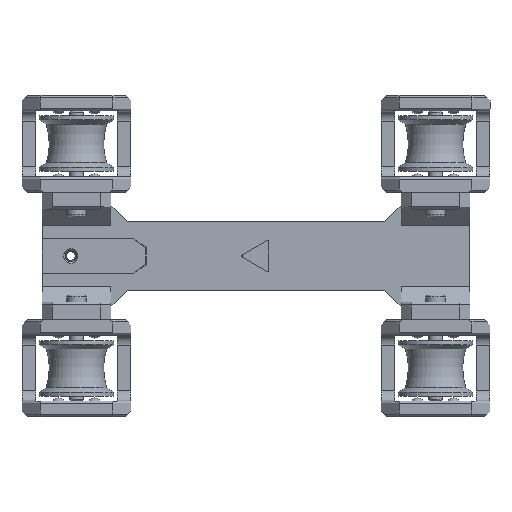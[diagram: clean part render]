
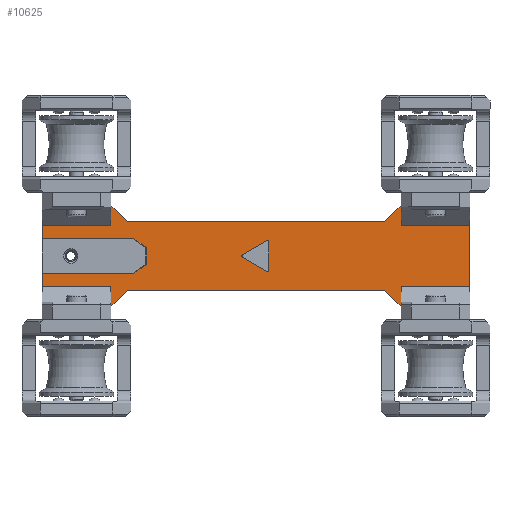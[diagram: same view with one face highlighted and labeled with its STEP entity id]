
A CAD part, top view. The second image highlights one B-rep face of the part: STEP entity #10625.
In plain terms, the highlighted planar face has unit normal (0, 0, 1).
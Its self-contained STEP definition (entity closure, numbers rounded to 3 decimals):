
#730=FACE_BOUND('',#2316,.T.);
#1091=CIRCLE('',#11591,0.4);
#1092=CIRCLE('',#11592,0.4);
#1093=CIRCLE('',#11593,0.4);
#1644=FACE_OUTER_BOUND('',#2315,.T.);
#2315=EDGE_LOOP('',(#9399,#9400,#9401,#9402,#9403,#9404,#9405,#9406,#9407,
#9408,#9409,#9410,#9411,#9412,#9413,#9414,#9415,#9416,#9417,#9418,#9419,
#9420));
#2316=EDGE_LOOP('',(#9421,#9422,#9423,#9424,#9425,#9426));
#3046=LINE('',#23313,#3941);
#3048=LINE('',#23317,#3943);
#3053=LINE('',#23328,#3948);
#3056=LINE('',#23332,#3951);
#3059=LINE('',#23338,#3954);
#3062=LINE('',#23347,#3957);
#3072=LINE('',#23365,#3967);
#3132=LINE('',#23530,#4027);
#3150=LINE('',#23567,#4045);
#3155=LINE('',#23582,#4050);
#3158=LINE('',#23589,#4053);
#3163=LINE('',#23604,#4058);
#3165=LINE('',#23608,#4060);
#3166=LINE('',#23610,#4061);
#3167=LINE('',#23612,#4062);
#3168=LINE('',#23614,#4063);
#3169=LINE('',#23615,#4064);
#3170=LINE('',#23617,#4065);
#3171=LINE('',#23619,#4066);
#3172=LINE('',#23621,#4067);
#3173=LINE('',#23623,#4068);
#3174=LINE('',#23624,#4069);
#3175=LINE('',#23627,#4070);
#3176=LINE('',#23631,#4071);
#3177=LINE('',#23635,#4072);
#3941=VECTOR('',#13870,10.);
#3943=VECTOR('',#13874,10.);
#3948=VECTOR('',#13881,10.);
#3951=VECTOR('',#13886,10.);
#3954=VECTOR('',#13891,10.);
#3957=VECTOR('',#13902,10.);
#3967=VECTOR('',#13912,10.);
#4027=VECTOR('',#14068,10.);
#4045=VECTOR('',#14104,10.);
#4050=VECTOR('',#14119,10.);
#4053=VECTOR('',#14128,10.);
#4058=VECTOR('',#14143,10.);
#4060=VECTOR('',#14147,10.);
#4061=VECTOR('',#14148,10.);
#4062=VECTOR('',#14149,10.);
#4063=VECTOR('',#14150,10.);
#4064=VECTOR('',#14151,10.);
#4065=VECTOR('',#14152,10.);
#4066=VECTOR('',#14153,10.);
#4067=VECTOR('',#14154,10.);
#4068=VECTOR('',#14155,10.);
#4069=VECTOR('',#14156,10.);
#4070=VECTOR('',#14157,10.);
#4071=VECTOR('',#14160,10.);
#4072=VECTOR('',#14163,10.);
#4988=VERTEX_POINT('',#23310);
#4989=VERTEX_POINT('',#23312);
#4990=VERTEX_POINT('',#23316);
#4994=VERTEX_POINT('',#23325);
#4995=VERTEX_POINT('',#23327);
#4997=VERTEX_POINT('',#23336);
#4999=VERTEX_POINT('',#23346);
#5007=VERTEX_POINT('',#23363);
#5063=VERTEX_POINT('',#23527);
#5064=VERTEX_POINT('',#23529);
#5074=VERTEX_POINT('',#23566);
#5079=VERTEX_POINT('',#23580);
#5080=VERTEX_POINT('',#23588);
#5085=VERTEX_POINT('',#23602);
#5086=VERTEX_POINT('',#23607);
#5087=VERTEX_POINT('',#23609);
#5088=VERTEX_POINT('',#23611);
#5089=VERTEX_POINT('',#23613);
#5090=VERTEX_POINT('',#23616);
#5091=VERTEX_POINT('',#23618);
#5092=VERTEX_POINT('',#23620);
#5093=VERTEX_POINT('',#23622);
#5094=VERTEX_POINT('',#23625);
#5095=VERTEX_POINT('',#23626);
#5096=VERTEX_POINT('',#23628);
#5097=VERTEX_POINT('',#23630);
#5098=VERTEX_POINT('',#23632);
#5099=VERTEX_POINT('',#23634);
#6409=EDGE_CURVE('',#4988,#4989,#3046,.T.);
#6411=EDGE_CURVE('',#4990,#4989,#3048,.T.);
#6416=EDGE_CURVE('',#4994,#4995,#3053,.T.);
#6419=EDGE_CURVE('',#4988,#4995,#3056,.T.);
#6422=EDGE_CURVE('',#4994,#4997,#3059,.F.);
#6426=EDGE_CURVE('',#4999,#4990,#3062,.T.);
#6436=EDGE_CURVE('',#4997,#5007,#3072,.T.);
#6516=EDGE_CURVE('',#5064,#5063,#3132,.T.);
#6535=EDGE_CURVE('',#4999,#5074,#3150,.F.);
#6543=EDGE_CURVE('',#5079,#5063,#3155,.F.);
#6547=EDGE_CURVE('',#5064,#5080,#3158,.F.);
#6555=EDGE_CURVE('',#5085,#5007,#3163,.F.);
#6557=EDGE_CURVE('',#5085,#5086,#3165,.T.);
#6558=EDGE_CURVE('',#5086,#5087,#3166,.T.);
#6559=EDGE_CURVE('',#5087,#5088,#3167,.T.);
#6560=EDGE_CURVE('',#5088,#5089,#3168,.T.);
#6561=EDGE_CURVE('',#5080,#5089,#3169,.T.);
#6562=EDGE_CURVE('',#5090,#5079,#3170,.T.);
#6563=EDGE_CURVE('',#5090,#5091,#3171,.T.);
#6564=EDGE_CURVE('',#5091,#5092,#3172,.T.);
#6565=EDGE_CURVE('',#5092,#5093,#3173,.T.);
#6566=EDGE_CURVE('',#5074,#5093,#3174,.T.);
#6567=EDGE_CURVE('',#5094,#5095,#3175,.T.);
#6568=EDGE_CURVE('',#5095,#5096,#1091,.T.);
#6569=EDGE_CURVE('',#5096,#5097,#3176,.T.);
#6570=EDGE_CURVE('',#5097,#5098,#1092,.T.);
#6571=EDGE_CURVE('',#5098,#5099,#3177,.T.);
#6572=EDGE_CURVE('',#5099,#5094,#1093,.T.);
#9399=ORIENTED_EDGE('',*,*,#6422,.T.);
#9400=ORIENTED_EDGE('',*,*,#6436,.T.);
#9401=ORIENTED_EDGE('',*,*,#6555,.F.);
#9402=ORIENTED_EDGE('',*,*,#6557,.T.);
#9403=ORIENTED_EDGE('',*,*,#6558,.T.);
#9404=ORIENTED_EDGE('',*,*,#6559,.T.);
#9405=ORIENTED_EDGE('',*,*,#6560,.T.);
#9406=ORIENTED_EDGE('',*,*,#6561,.F.);
#9407=ORIENTED_EDGE('',*,*,#6547,.F.);
#9408=ORIENTED_EDGE('',*,*,#6516,.T.);
#9409=ORIENTED_EDGE('',*,*,#6543,.F.);
#9410=ORIENTED_EDGE('',*,*,#6562,.F.);
#9411=ORIENTED_EDGE('',*,*,#6563,.T.);
#9412=ORIENTED_EDGE('',*,*,#6564,.T.);
#9413=ORIENTED_EDGE('',*,*,#6565,.T.);
#9414=ORIENTED_EDGE('',*,*,#6566,.F.);
#9415=ORIENTED_EDGE('',*,*,#6535,.F.);
#9416=ORIENTED_EDGE('',*,*,#6426,.T.);
#9417=ORIENTED_EDGE('',*,*,#6411,.T.);
#9418=ORIENTED_EDGE('',*,*,#6409,.F.);
#9419=ORIENTED_EDGE('',*,*,#6419,.T.);
#9420=ORIENTED_EDGE('',*,*,#6416,.F.);
#9421=ORIENTED_EDGE('',*,*,#6567,.T.);
#9422=ORIENTED_EDGE('',*,*,#6568,.T.);
#9423=ORIENTED_EDGE('',*,*,#6569,.T.);
#9424=ORIENTED_EDGE('',*,*,#6570,.T.);
#9425=ORIENTED_EDGE('',*,*,#6571,.T.);
#9426=ORIENTED_EDGE('',*,*,#6572,.T.);
#10033=PLANE('',#11590);
#10625=ADVANCED_FACE('',(#1644,#730),#10033,.T.);
#11590=AXIS2_PLACEMENT_3D('',#23606,#14145,#14146);
#11591=AXIS2_PLACEMENT_3D('',#23629,#14158,#14159);
#11592=AXIS2_PLACEMENT_3D('',#23633,#14161,#14162);
#11593=AXIS2_PLACEMENT_3D('',#23636,#14164,#14165);
#13870=DIRECTION('',(-0.816,0.577,0.));
#13874=DIRECTION('',(1.,0.,0.));
#13881=DIRECTION('',(0.816,0.577,0.));
#13886=DIRECTION('',(0.,-1.,0.));
#13891=DIRECTION('',(1.,0.,0.));
#13902=DIRECTION('',(0.,-1.,0.));
#13912=DIRECTION('',(0.,-1.,0.));
#14068=DIRECTION('',(0.,1.,0.));
#14104=DIRECTION('',(-1.,0.,0.));
#14119=DIRECTION('',(-1.,0.,0.));
#14128=DIRECTION('',(1.,0.,0.));
#14143=DIRECTION('',(1.,0.,0.));
#14145=DIRECTION('center_axis',(0.,0.,1.));
#14146=DIRECTION('ref_axis',(1.,0.,0.));
#14147=DIRECTION('',(0.,-1.,0.));
#14148=DIRECTION('',(0.707,0.707,0.));
#14149=DIRECTION('',(1.,0.,0.));
#14150=DIRECTION('',(0.707,-0.707,0.));
#14151=DIRECTION('',(0.,-1.,0.));
#14152=DIRECTION('',(0.,-1.,0.));
#14153=DIRECTION('',(-0.707,-0.707,0.));
#14154=DIRECTION('',(-1.,0.,0.));
#14155=DIRECTION('',(-0.707,0.707,0.));
#14156=DIRECTION('',(0.,1.,0.));
#14157=DIRECTION('',(-0.866,0.5,0.));
#14158=DIRECTION('center_axis',(0.,0.,-1.));
#14159=DIRECTION('ref_axis',(-0.5,0.866,0.));
#14160=DIRECTION('',(0.866,0.5,0.));
#14161=DIRECTION('center_axis',(0.,0.,-1.));
#14162=DIRECTION('ref_axis',(1.,0.,0.));
#14163=DIRECTION('',(0.,-1.,0.));
#14164=DIRECTION('center_axis',(0.,0.,-1.));
#14165=DIRECTION('ref_axis',(-0.5,-0.866,0.));
#23310=CARTESIAN_POINT('',(-83.25,41.693,-6.253));
#23312=CARTESIAN_POINT('',(-86.879,44.259,-6.253));
#23313=CARTESIAN_POINT('',(-55.129,21.809,-6.253));
#23316=CARTESIAN_POINT('',(-113.25,44.259,-6.253));
#23317=CARTESIAN_POINT('',(-49.125,44.259,-6.253));
#23325=CARTESIAN_POINT('',(-86.879,34.259,-6.253));
#23327=CARTESIAN_POINT('',(-83.25,36.826,-6.253));
#23328=CARTESIAN_POINT('',(-58.03,54.658,-6.253));
#23332=CARTESIAN_POINT('',(-83.25,37.744,-6.253));
#23336=CARTESIAN_POINT('',(-113.25,34.259,-6.253));
#23338=CARTESIAN_POINT('',(-49.125,34.259,-6.253));
#23346=CARTESIAN_POINT('',(-113.25,48.142,-6.253));
#23347=CARTESIAN_POINT('',(-113.25,45.412,-6.253));
#23363=CARTESIAN_POINT('',(-113.25,30.376,-6.253));
#23365=CARTESIAN_POINT('',(-113.25,45.412,-6.253));
#23527=CARTESIAN_POINT('',(9.909,48.142,-6.253));
#23529=CARTESIAN_POINT('',(9.909,30.376,-6.253));
#23530=CARTESIAN_POINT('',(9.909,45.412,-6.253));
#23566=CARTESIAN_POINT('',(-93.432,48.142,-6.253));
#23567=CARTESIAN_POINT('',(-12.917,48.142,-6.253));
#23580=CARTESIAN_POINT('',(-9.909,48.142,-6.253));
#23582=CARTESIAN_POINT('',(-12.917,48.142,-6.253));
#23588=CARTESIAN_POINT('',(-9.909,30.376,-6.253));
#23589=CARTESIAN_POINT('',(-12.917,30.376,-6.253));
#23602=CARTESIAN_POINT('',(-93.432,30.376,-6.253));
#23604=CARTESIAN_POINT('',(-12.917,30.376,-6.253));
#23606=CARTESIAN_POINT('Origin',(0.,33.105,
-6.253));
#23607=CARTESIAN_POINT('',(-93.432,24.626,-6.253));
#23608=CARTESIAN_POINT('',(-93.432,43.499,-6.253));
#23609=CARTESIAN_POINT('',(-88.66,29.398,-6.253));
#23610=CARTESIAN_POINT('',(-66.761,51.297,-6.253));
#23611=CARTESIAN_POINT('',(-14.68,29.398,-6.253));
#23612=CARTESIAN_POINT('',(-87.946,29.398,-6.253));
#23613=CARTESIAN_POINT('',(-9.909,24.626,-6.253));
#23614=CARTESIAN_POINT('',(-10.744,25.462,-6.253));
#23615=CARTESIAN_POINT('',(-9.909,27.029,-6.253));
#23616=CARTESIAN_POINT('',(-9.909,53.892,-6.253));
#23617=CARTESIAN_POINT('',(-9.909,27.029,-6.253));
#23618=CARTESIAN_POINT('',(-14.68,49.12,-6.253));
#23619=CARTESIAN_POINT('',(-13.821,49.98,-6.253));
#23620=CARTESIAN_POINT('',(-88.66,49.12,-6.253));
#23621=CARTESIAN_POINT('',(-72.551,49.12,-6.253));
#23622=CARTESIAN_POINT('',(-93.432,53.892,-6.253));
#23623=CARTESIAN_POINT('',(-63.684,24.144,-6.253));
#23624=CARTESIAN_POINT('',(-93.432,27.029,-6.253));
#23625=CARTESIAN_POINT('',(-48.559,34.867,-6.253));
#23626=CARTESIAN_POINT('',(-55.567,38.913,-6.253));
#23627=CARTESIAN_POINT('',(-29.968,24.133,-6.253));
#23628=CARTESIAN_POINT('',(-55.567,39.605,-6.253));
#23629=CARTESIAN_POINT('Origin',(-55.367,39.259,-6.253));
#23630=CARTESIAN_POINT('',(-48.559,43.651,-6.253));
#23631=CARTESIAN_POINT('',(-36.136,50.823,-6.253));
#23632=CARTESIAN_POINT('',(-47.959,43.305,-6.253));
#23633=CARTESIAN_POINT('Origin',(-48.359,43.305,-6.253));
#23634=CARTESIAN_POINT('',(-47.959,35.213,-6.253));
#23635=CARTESIAN_POINT('',(-47.959,38.205,-6.253));
#23636=CARTESIAN_POINT('Origin',(-48.359,35.213,-6.253));
